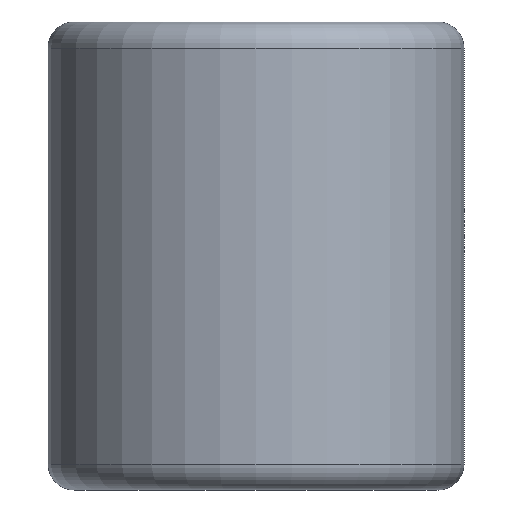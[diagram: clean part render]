
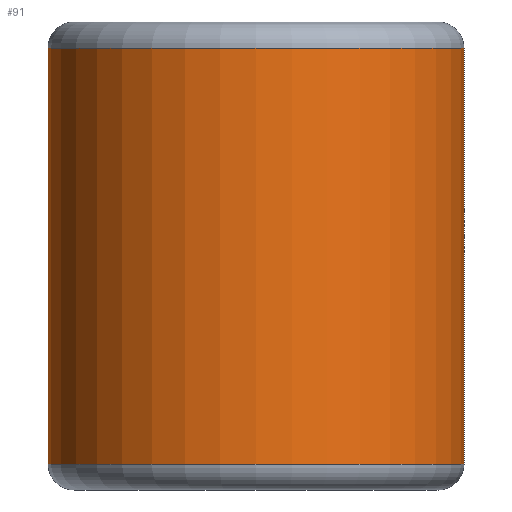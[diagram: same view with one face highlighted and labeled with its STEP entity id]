
A CAD part, front view. The second image highlights one B-rep face of the part: STEP entity #91.
In plain terms, the highlighted cylindrical face has radius 4 mm (diameter 8 mm), a full revolution.
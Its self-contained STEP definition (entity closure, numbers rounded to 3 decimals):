
#26=ORIENTED_EDGE('',*,*,#40,.T.);
#27=ORIENTED_EDGE('',*,*,#41,.T.);
#40=EDGE_CURVE('',#47,#47,#54,.F.);
#41=EDGE_CURVE('',#48,#48,#55,.T.);
#47=VERTEX_POINT('',#162);
#48=VERTEX_POINT('',#164);
#54=CIRCLE('',#113,4.);
#55=CIRCLE('',#114,4.);
#61=EDGE_LOOP('',(#26));
#62=EDGE_LOOP('',(#27));
#75=FACE_BOUND('',#61,.T.);
#76=FACE_BOUND('',#62,.T.);
#89=CYLINDRICAL_SURFACE('',#112,4.);
#91=ADVANCED_FACE('',(#75,#76),#89,.T.);
#112=AXIS2_PLACEMENT_3D('',#160,#129,#130);
#113=AXIS2_PLACEMENT_3D('',#161,#131,#132);
#114=AXIS2_PLACEMENT_3D('',#163,#133,#134);
#129=DIRECTION('',(0.,0.,-1.));
#130=DIRECTION('',(-1.,0.,0.));
#131=DIRECTION('',(0.,0.,-1.));
#132=DIRECTION('',(-1.,0.,0.));
#133=DIRECTION('',(0.,0.,-1.));
#134=DIRECTION('',(-1.,0.,0.));
#160=CARTESIAN_POINT('',(0.,0.,9.));
#161=CARTESIAN_POINT('',(0.,0.,0.5));
#162=CARTESIAN_POINT('',(-4.,0.,0.5));
#163=CARTESIAN_POINT('',(0.,0.,8.5));
#164=CARTESIAN_POINT('',(-4.,0.,8.5));
